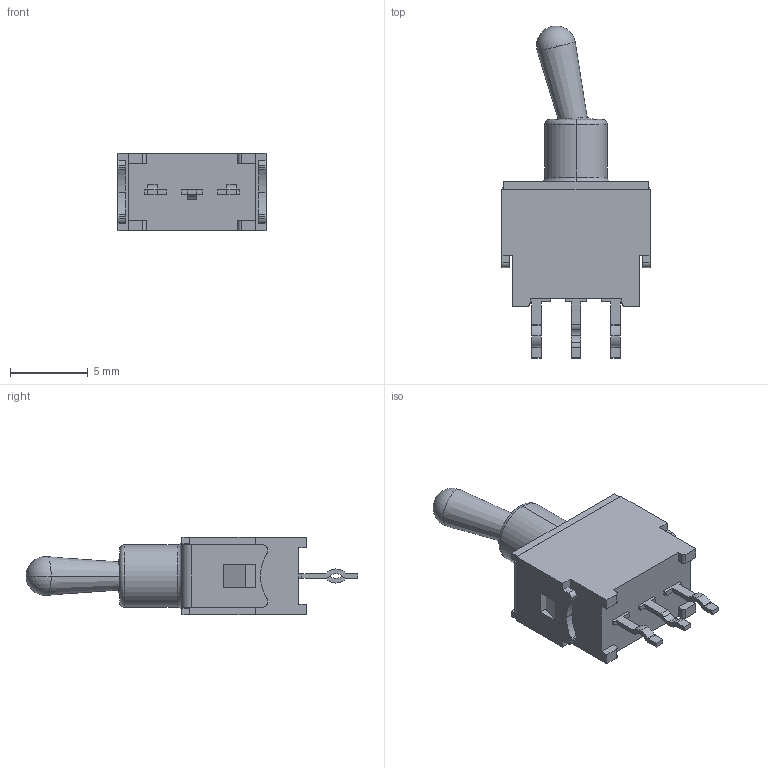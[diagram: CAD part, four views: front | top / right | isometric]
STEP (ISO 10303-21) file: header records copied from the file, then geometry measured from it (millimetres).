
FILE_DESCRIPTION (( 'STEP AP214' ), '1' );
FILE_NAME ('ATE1D-2M3-10-Z.STEP', '2022-03-26T00:50:40', ( '' ), ( '' ), 'SwSTEP 2.0', 'SolidWorks 2017', '' );
FILE_SCHEMA (( 'AUTOMOTIVE_DESIGN' ));
Length unit declared in the file: millimetre
Products named in the file (1): ATE1D-2M3-10-Z
Bounding box: 9.5 x 21.3 x 5 mm (x, y, z)
Volume: 413.2 mm3; surface area: 623.3 mm2
Topology: 6 solids, 6 shells, 183 faces, 489 edges, 318 vertices
Faces by surface type: plane 123, cylinder 50, torus 4, sphere 4, cone 2
Entity records: 5745 total; most frequent: CARTESIAN_POINT 1015, ORIENTED_EDGE 968, DIRECTION 966, EDGE_CURVE 484, VECTOR 366, LINE 366, VERTEX_POINT 315, AXIS2_PLACEMENT_3D 300
